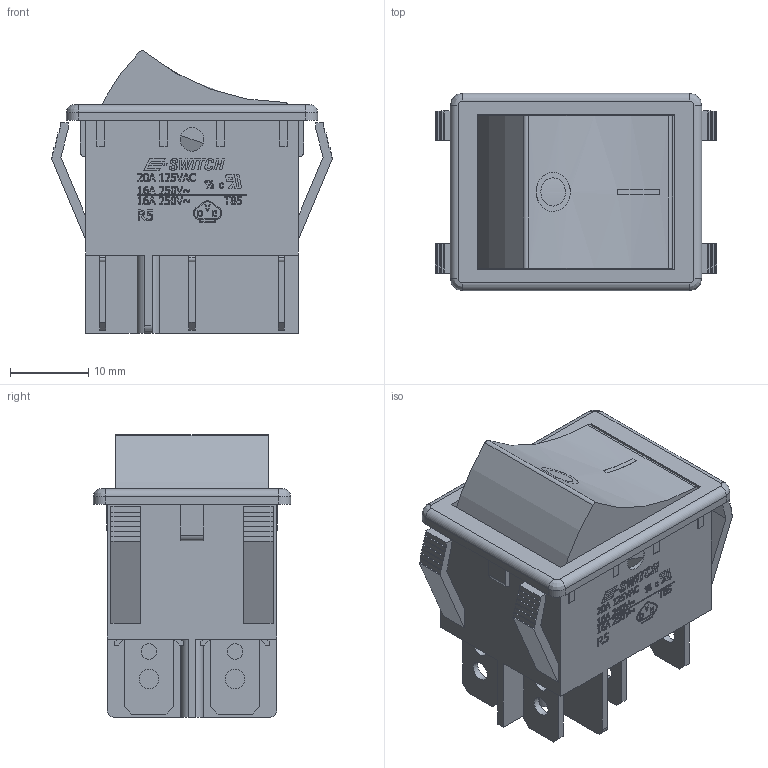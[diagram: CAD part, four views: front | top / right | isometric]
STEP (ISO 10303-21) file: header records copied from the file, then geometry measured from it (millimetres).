
FILE_DESCRIPTION((' '),'2;1');
FILE_NAME('R5CxxxxxxFF0.stp','2017-08-01T13:48:27',(' '),(' '),' ','ACIS',' ');
FILE_SCHEMA(('CONFIG_CONTROL_DESIGN'));
Length unit declared in the file: inch
Products named in the file (1): R5CxxxxxxFF0.stp
Bounding box: 36 x 25.2 x 36.1 mm (x, y, z)
Volume: 4925.2 mm3; surface area: 10309.6 mm2
Topology: 1 solids, 1 shells, 1258 faces, 3427 edges, 2266 vertices
Faces by surface type: plane 778, bspline 395, cylinder 83, cone 2
Full cylindrical faces by diameter (mm): 2 x6, 2.5 x6, 3 x4, 3.6 x1, 5 x1
Entity records: 41724 total; most frequent: CARTESIAN_POINT 12407, ORIENTED_EDGE 6814, DIRECTION 4529, EDGE_CURVE 3407, VECTOR 2437, LINE 2437, VERTEX_POINT 2262, EDGE_LOOP 1397
